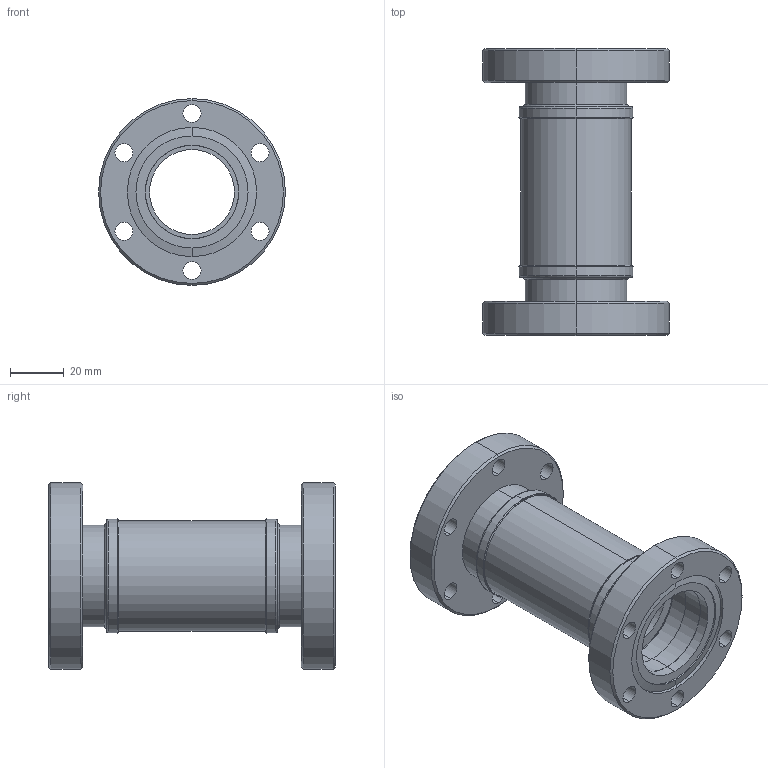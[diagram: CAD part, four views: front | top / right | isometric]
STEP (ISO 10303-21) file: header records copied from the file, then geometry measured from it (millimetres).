
FILE_DESCRIPTION (( 'STEP AP214' ), '1' );
FILE_NAME ('271-CB30K-32-C40.STEP', '2017-02-06T13:29:45', ( '' ), ( '' ), 'SwSTEP 2.0', 'SolidWorks 2014', '' );
FILE_SCHEMA (( 'AUTOMOTIVE_DESIGN' ));
Length unit declared in the file: millimetre
Products named in the file (1): 271-CB30K-32-C40
Bounding box: 69.85 x 107.21 x 69.85 mm (x, y, z)
Volume: 101102.1 mm3; surface area: 51670.5 mm2
Topology: 1 solids, 1 shells, 162 faces, 348 edges, 204 vertices
Faces by surface type: cylinder 72, cone 40, torus 32, plane 18
Entity records: 4568 total; most frequent: DIRECTION 910, CARTESIAN_POINT 715, ORIENTED_EDGE 696, AXIS2_PLACEMENT_3D 399, EDGE_CURVE 348, CIRCLE 236, VERTEX_POINT 204, EDGE_LOOP 204
